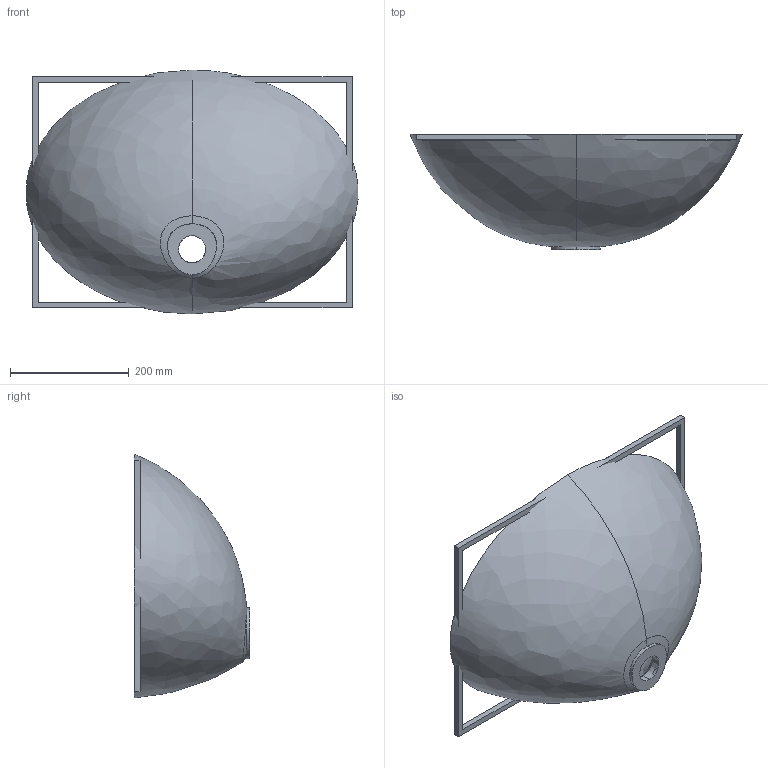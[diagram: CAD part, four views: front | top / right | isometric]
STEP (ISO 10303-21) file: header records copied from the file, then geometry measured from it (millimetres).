
FILE_DESCRIPTION (( 'STEP AP214' ), '1' );
FILE_NAME ('D793.STEP', '2018-06-29T07:50:29', ( '' ), ( '' ), 'SwSTEP 2.0', 'SolidWorks 2017', '' );
FILE_SCHEMA (( 'AUTOMOTIVE_DESIGN' ));
Length unit declared in the file: millimetre
Products named in the file (2): D793
Bounding box: 560.37 x 195 x 411.63 mm (x, y, z)
Volume: 5480137.6 mm3; surface area: 652673.9 mm2
Topology: 2 solids, 2 shells, 32 faces, 76 edges, 48 vertices
Faces by surface type: plane 16, bspline 12, cylinder 4
Entity records: 5454 total; most frequent: CARTESIAN_POINT 4750, ORIENTED_EDGE 152, DIRECTION 92, EDGE_CURVE 76, VERTEX_POINT 48, EDGE_LOOP 36, B_SPLINE_CURVE_WITH_KNOTS 36, ADVANCED_FACE 32
